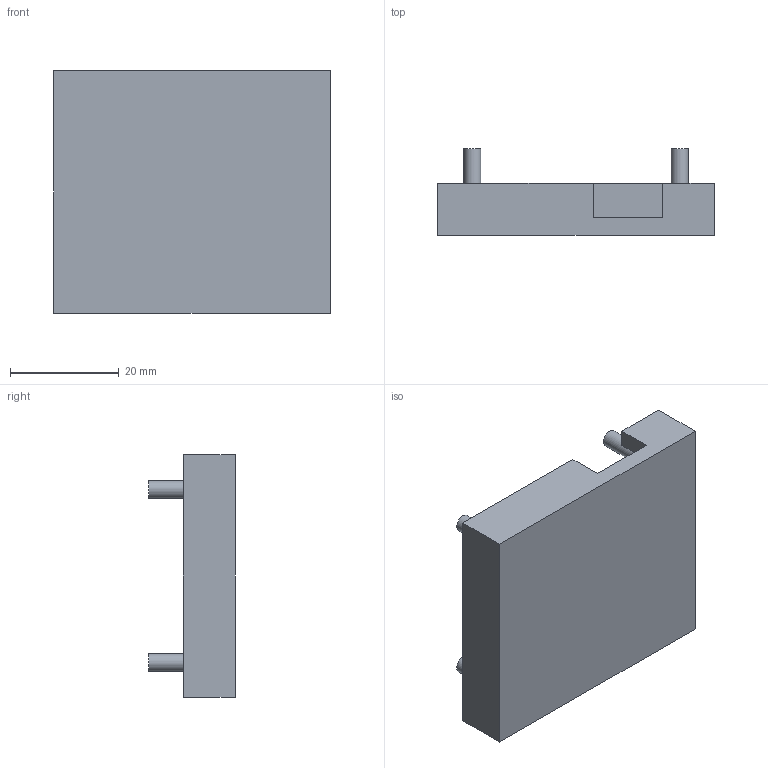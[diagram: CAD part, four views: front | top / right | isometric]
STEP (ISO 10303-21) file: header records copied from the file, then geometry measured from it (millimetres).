
FILE_DESCRIPTION(/* description */ (''),/* implementation_level */ '2;1');
FILE_NAME(/* name */ 'Casing Bottom.stp',/* time_stamp */ '2013-10-01T13:24:32-07:00',/* author */ ('Anthony'),/* organization */ (''),/* preprocessor_version */ 'ST-DEVELOPER v15.2',/* originating_system */ 'Autodesk Inventor 2014',/* authorisation */ '');
FILE_SCHEMA (('AUTOMOTIVE_DESIGN { 1 0 10303 214 3 1 1 }'));
Length unit declared in the file: inch
Products named in the file (1): Casing Bottom
Bounding box: 50.8 x 15.88 x 44.45 mm (x, y, z)
Volume: 10644.1 mm3; surface area: 7643.8 mm2
Topology: 1 solids, 1 shells, 26 faces, 76 edges, 68 vertices
Faces by surface type: plane 22, cylinder 4
Full cylindrical faces by diameter (mm): 3.175 x4
Entity records: 842 total; most frequent: CARTESIAN_POINT 163, DIRECTION 138, ORIENTED_EDGE 112, LINE 60, VECTOR 60, EDGE_CURVE 56, VERTEX_POINT 40, AXIS2_PLACEMENT_3D 39
